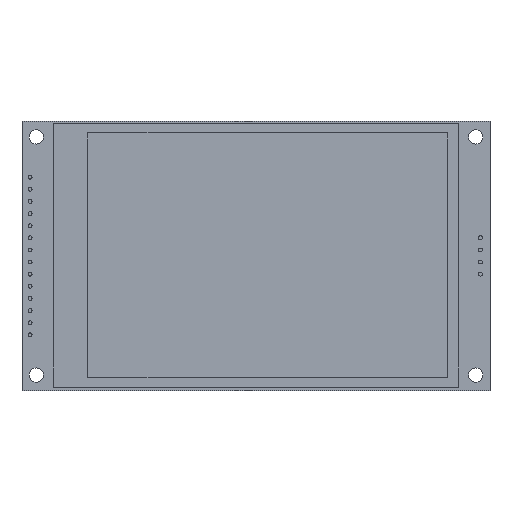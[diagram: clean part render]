
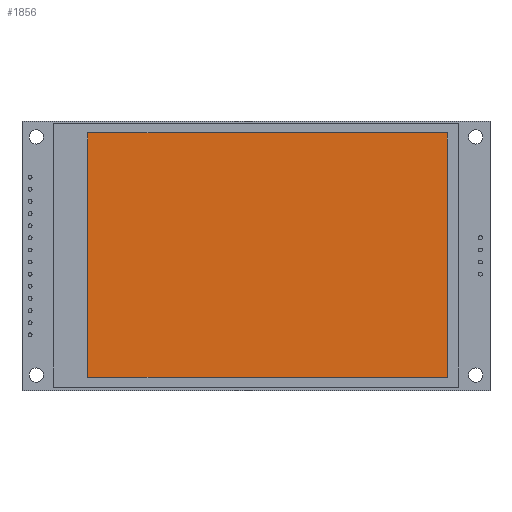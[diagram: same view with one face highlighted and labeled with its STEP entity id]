
A CAD part, top view. The second image highlights one B-rep face of the part: STEP entity #1856.
In plain terms, the highlighted planar face has unit normal (0, 0, 1).
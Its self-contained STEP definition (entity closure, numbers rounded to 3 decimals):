
#194=PLANE('',#2126);
#313=FACE_OUTER_BOUND('',#512,.T.);
#512=EDGE_LOOP('',(#1654,#1655,#1656,#1657));
#614=LINE('',#3181,#724);
#615=LINE('',#3183,#725);
#616=LINE('',#3185,#726);
#617=LINE('',#3186,#727);
#724=VECTOR('',#2687,10.);
#725=VECTOR('',#2688,10.);
#726=VECTOR('',#2689,10.);
#727=VECTOR('',#2690,10.);
#996=VERTEX_POINT('',#3179);
#997=VERTEX_POINT('',#3180);
#998=VERTEX_POINT('',#3182);
#999=VERTEX_POINT('',#3184);
#1218=EDGE_CURVE('',#996,#997,#614,.T.);
#1219=EDGE_CURVE('',#998,#996,#615,.T.);
#1220=EDGE_CURVE('',#999,#998,#616,.T.);
#1221=EDGE_CURVE('',#997,#999,#617,.T.);
#1654=ORIENTED_EDGE('',*,*,#1218,.F.);
#1655=ORIENTED_EDGE('',*,*,#1219,.F.);
#1656=ORIENTED_EDGE('',*,*,#1220,.F.);
#1657=ORIENTED_EDGE('',*,*,#1221,.F.);
#1856=ADVANCED_FACE('',(#313),#194,.T.);
#2126=AXIS2_PLACEMENT_3D('',#3178,#2685,#2686);
#2685=DIRECTION('center_axis',(0.,0.,1.));
#2686=DIRECTION('ref_axis',(1.,0.,0.));
#2687=DIRECTION('',(1.,0.,0.));
#2688=DIRECTION('',(0.,1.,0.));
#2689=DIRECTION('',(-1.,0.,0.));
#2690=DIRECTION('',(0.,-1.,0.));
#3178=CARTESIAN_POINT('Origin',(49.,28.4,5.94));
#3179=CARTESIAN_POINT('',(13.8,54.,5.94));
#3180=CARTESIAN_POINT('',(89.1,54.,5.94));
#3181=CARTESIAN_POINT('',(69.05,54.,5.94));
#3182=CARTESIAN_POINT('',(13.8,2.8,5.94));
#3183=CARTESIAN_POINT('',(13.8,41.2,5.94));
#3184=CARTESIAN_POINT('',(89.1,2.8,5.94));
#3185=CARTESIAN_POINT('',(31.4,2.8,5.94));
#3186=CARTESIAN_POINT('',(89.1,15.6,5.94));
